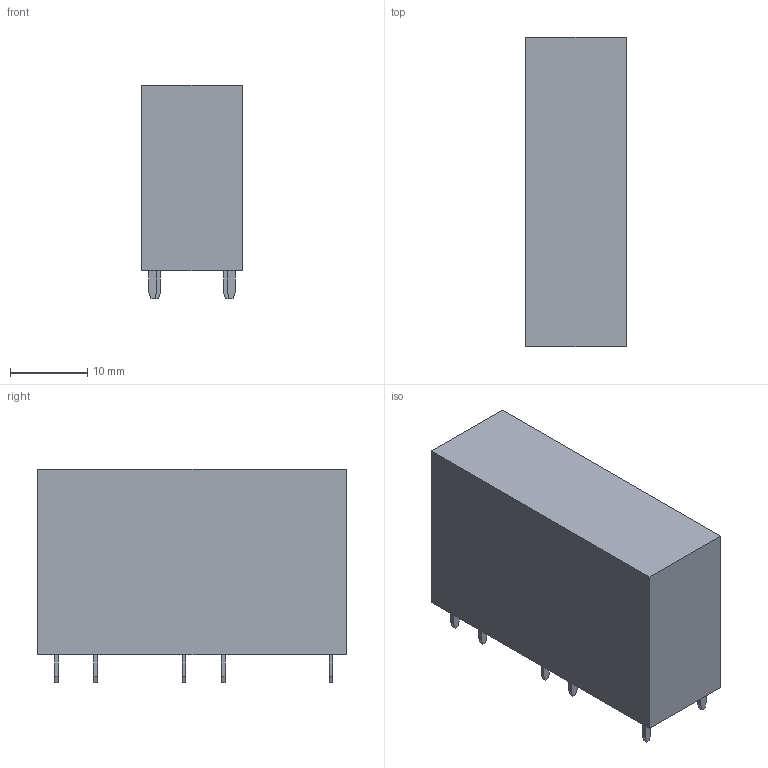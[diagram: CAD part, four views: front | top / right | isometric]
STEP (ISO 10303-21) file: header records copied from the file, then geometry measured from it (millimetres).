
FILE_DESCRIPTION(('CATIA V5 STEP Exchange','CAx-IF Rec.Pracs.--- Model Styling and Organization---1.4--- 2014-01-23'),'2;1');
FILE_NAME ('D1472978_0', '2021-02-04T12:43:10+00:00', ('none'), ('Weidmueller'), 'CATIA Version 5-6 Release 2016 SP3 HF44', 'CATIA V5 STEP AP214', 'none');
FILE_SCHEMA(('AUTOMOTIVE_DESIGN { 1 0 10303 214 1 1 1 1 }'));
Length unit declared in the file: millimetre
Products named in the file (1): S3D_FSR0225024_FSR0315024 _FG 
Bounding box: 13 x 40 x 27.6 mm (x, y, z)
Volume: 12497 mm3; surface area: 3695.9 mm2
Topology: 11 solids, 11 shells, 86 faces, 192 edges, 128 vertices
Faces by surface type: plane 86
Entity records: 2447 total; most frequent: CARTESIAN_POINT 407, ORIENTED_EDGE 384, DIRECTION 364, VECTOR 192, EDGE_CURVE 192, LINE 192, VERTEX_POINT 128, AXIS2_PLACEMENT_3D 87
